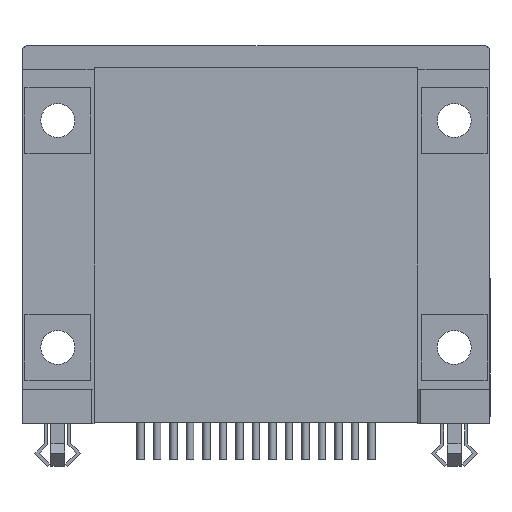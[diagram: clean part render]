
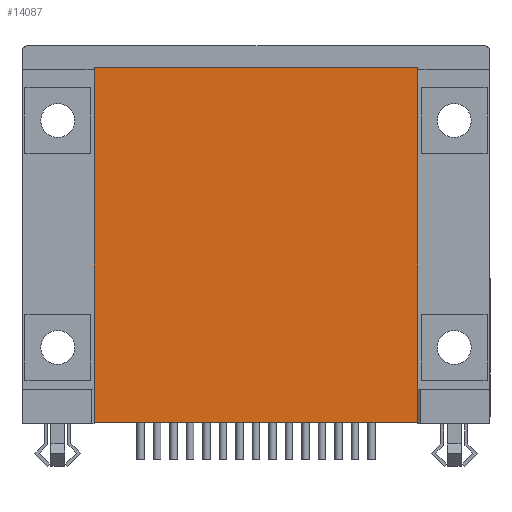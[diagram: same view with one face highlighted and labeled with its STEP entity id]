
A CAD part, front view. The second image highlights one B-rep face of the part: STEP entity #14087.
In plain terms, the highlighted planar face has unit normal (0, -1, 0).
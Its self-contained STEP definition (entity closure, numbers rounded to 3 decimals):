
#13926=CARTESIAN_POINT('',(13.6,-6.695,29.85));
#13927=VERTEX_POINT('',#13926);
#13934=CARTESIAN_POINT('',(13.6,-6.695,0.1));
#13935=VERTEX_POINT('',#13934);
#13936=CARTESIAN_POINT('',(13.6,-6.695,29.85));
#13937=DIRECTION('',(0.0,0.0,-1.0));
#13938=VECTOR('',#13937,29.75);
#13939=LINE('',#13936,#13938);
#13940=EDGE_CURVE('',#13927,#13935,#13939,.T.);
#13997=CARTESIAN_POINT('',(-13.6,-6.695,0.1));
#13998=VERTEX_POINT('',#13997);
#14005=CARTESIAN_POINT('',(-13.6,-6.695,29.85));
#14006=VERTEX_POINT('',#14005);
#14007=CARTESIAN_POINT('',(-13.6,-6.695,0.1));
#14008=DIRECTION('',(0.0,0.0,1.0));
#14009=VECTOR('',#14008,29.75);
#14010=LINE('',#14007,#14009);
#14011=EDGE_CURVE('',#13998,#14006,#14010,.T.);
#14032=CARTESIAN_POINT('',(13.6,-6.695,29.85));
#14033=DIRECTION('',(-1.0,0.0,0.0));
#14034=VECTOR('',#14033,27.2);
#14035=LINE('',#14032,#14034);
#14036=EDGE_CURVE('',#13927,#14006,#14035,.T.);
#14064=CARTESIAN_POINT('',(13.6,-6.695,0.1));
#14065=DIRECTION('',(-1.0,0.0,0.0));
#14066=VECTOR('',#14065,27.2);
#14067=LINE('',#14064,#14066);
#14068=EDGE_CURVE('',#13935,#13998,#14067,.T.);
#14076=CARTESIAN_POINT('',(0.,-6.695,14.975));
#14077=DIRECTION('',(0.0,1.0,0.0));
#14078=DIRECTION('',(1.0,0.0,0.0));
#14079=AXIS2_PLACEMENT_3D('',#14076,#14077,#14078);
#14080=PLANE('',#14079);
#14081=ORIENTED_EDGE('',*,*,#14036,.T.);
#14082=ORIENTED_EDGE('',*,*,#14011,.F.);
#14083=ORIENTED_EDGE('',*,*,#14068,.F.);
#14084=ORIENTED_EDGE('',*,*,#13940,.F.);
#14085=EDGE_LOOP('',(#14081,#14082,#14083,#14084));
#14086=FACE_OUTER_BOUND('',#14085,.T.);
#14087=ADVANCED_FACE('',(#14086),#14080,.F.);
